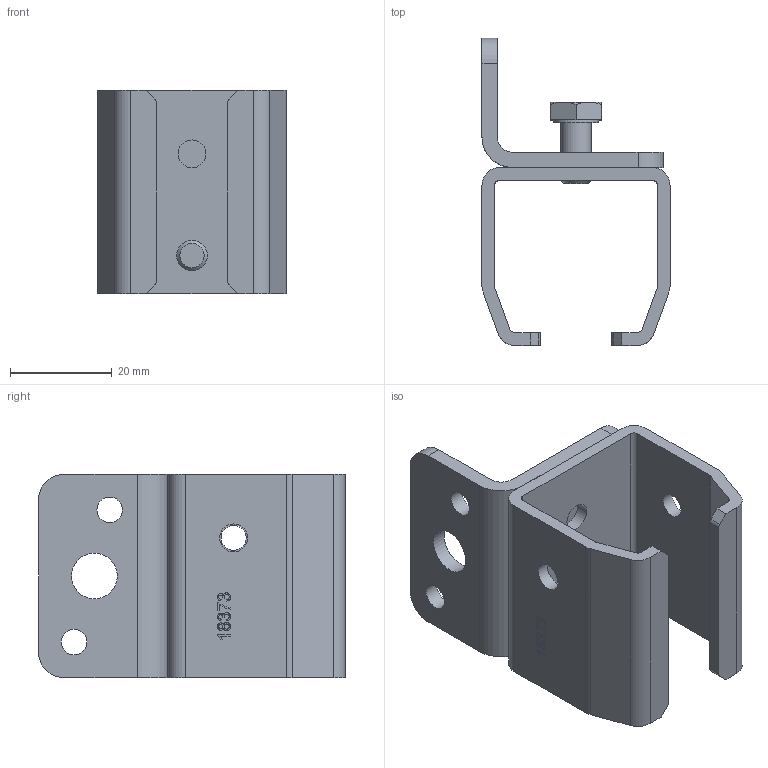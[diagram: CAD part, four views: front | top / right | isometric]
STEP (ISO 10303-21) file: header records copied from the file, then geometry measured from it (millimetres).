
FILE_DESCRIPTION(/* description */ ('Support Fixation Murale'),/* implementation_level */ '2;1');
FILE_NAME(/* name */ '9018VXA2.stp',/* time_stamp */ '2019-08-23T08:50:49+02:00',/* author */ ('Florian'),/* organization */ (''),/* preprocessor_version */ 'ST-DEVELOPER v17.2',/* originating_system */ 'Autodesk Inventor 2019',/* authorisation */ '');
FILE_SCHEMA (('AUTOMOTIVE_DESIGN { 1 0 10303 214 3 1 1 }'));
Length unit declared in the file: millimetre
Products named in the file (4): 9018VXA2; 18373-D; 18385; 04018
Assembly tree (3 placements, depth 2):
  9018VXA2
    18373-D
    18385
    04018
Bounding box: 37 x 60.4 x 40 mm (x, y, z)
Volume: 17853.9 mm3; surface area: 15139.9 mm2
Topology: 3 solids, 3 shells, 289 faces, 767 edges, 514 vertices
Faces by surface type: plane 163, bspline 60, cylinder 56, cone 7, sphere 3
Full cylindrical faces by diameter (mm): 1.151 x2, 1.25 x2, 4.917 x2, 5 x2, 5.5 x2, 6 x1, 8 x1, 8.88 x1, 9 x1
Entity records: 9600 total; most frequent: CARTESIAN_POINT 2519, ORIENTED_EDGE 1528, DIRECTION 1244, EDGE_CURVE 764, VERTEX_POINT 514, LINE 492, VECTOR 492, AXIS2_PLACEMENT_3D 376
